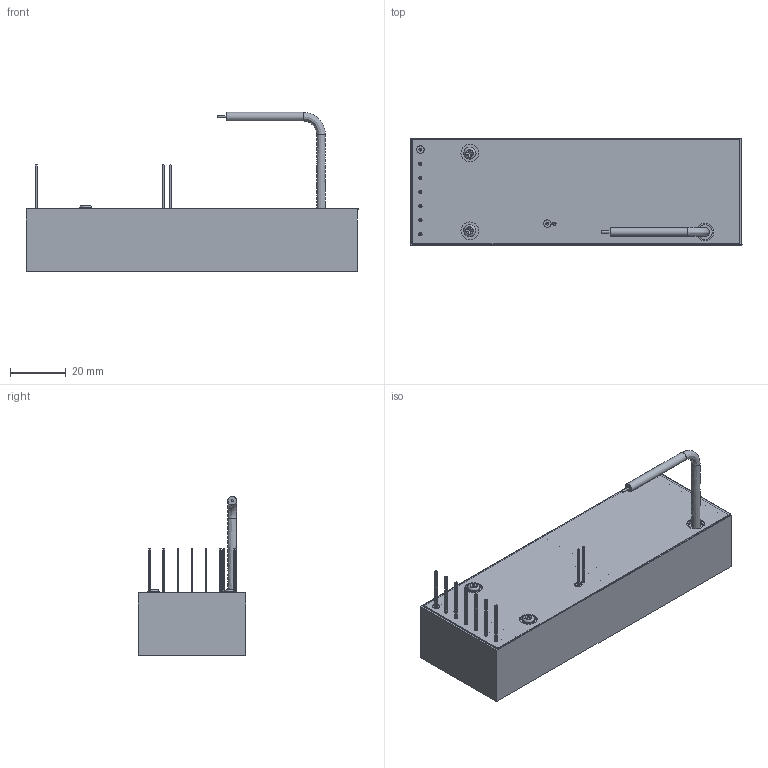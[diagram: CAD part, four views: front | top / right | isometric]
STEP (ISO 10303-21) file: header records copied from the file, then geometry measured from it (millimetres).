
FILE_DESCRIPTION((''),'2;1');
FILE_NAME('OL-015_15A_STANDARD.stp','2021-02-02T16:14:59',('BHOLDEN'),(''),'Autodesk Inventor 2012','Autodesk Inventor 2012','');
FILE_SCHEMA(('CONFIG_CONTROL_DESIGN'));
Length unit declared in the file: inch
Products named in the file (1): OL-015_15A_STANDARD
Bounding box: 119.56 x 38.73 x 57.36 mm (x, y, z)
Surface area: 73826.9 mm2 (no closed solid volume)
Topology: 0 solids, 47 shells, 1983 faces, 5162 edges, 3245 vertices
Faces by surface type: plane 1204, cylinder 493, cone 95, bspline 92, sphere 66, torus 32, revolution 1
Full cylindrical faces by diameter (mm): 0.127 x25, 0.508 x19, 0.51 x3, 0.762 x2, 0.889 x40, 1.016 x19, 1.067 x38, 1.168 x7, 1.694 x2, 2.184 x2, 2.489 x2, 2.692 x2, 3.175 x8, 3.2 x2, 3.251 x8, 4.242 x2, 5.334 x1, 5.893 x2, 5.994 x1, 6.35 x8, 7.722 x6, 9.525 x6, 9.906 x1, 10.922 x5
Entity records: 61842 total; most frequent: CARTESIAN_POINT 12347, DIRECTION 9443, ORIENTED_EDGE 9428, EDGE_CURVE 4714, VECTOR 3310, LINE 3310, VERTEX_POINT 3146, AXIS2_PLACEMENT_3D 3066
